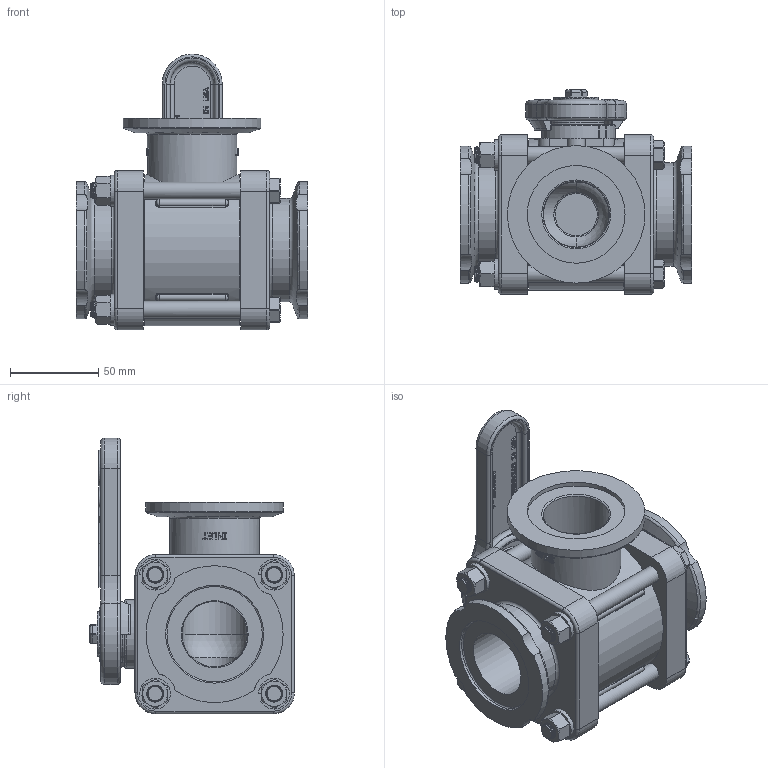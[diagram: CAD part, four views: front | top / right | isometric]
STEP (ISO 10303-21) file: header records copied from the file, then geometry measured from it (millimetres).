
FILE_DESCRIPTION(/* description */ ('2" SP SL MANIFOLD 3-WAY VALVE'),/* implementation_level */ '2;1');
FILE_NAME(/* name */ 'MV200SL.stp',/* time_stamp */ '2023-04-19T11:53:06-04:00',/* author */ ('MEG'),/* organization */ (''),/* preprocessor_version */ 'ST-DEVELOPER v18.1',/* originating_system */ 'Autodesk Inventor 2022',/* authorisation */ '');
FILE_SCHEMA (('AUTOMOTIVE_DESIGN { 1 0 10303 214 3 1 1 }'));
Products named in the file (22): MV200SL; MV20354S; MV20354SX; V20151M; V20151; V20163; V20159; V20153SH; V20021; V20020; V20355S; V20355SM; VX20355S; VE20264; VE20258A; V20394; V20294X; V20017; V20018; V20019; VL200SL; V20060
Assembly tree (33 placements, depth 4):
  MV200SL
    MV20354S
      MV20354SX
    V20151M
      V20151
    V20163
    V20159
    V20153SH
    V20021
    V20020
    V20355S
      V20355SM
        VX20355S
    VE20264  x2
    VE20258A  x2
    V20394  x2
      V20294X
    V20017  x4
    V20018  x4
    V20019  x4
    VL200SL
    V20060
Bounding box: 131.29 x 116.1 x 156.46 mm (x, y, z)
Volume: 675020.1 mm3; surface area: 194544.2 mm2
Topology: 29 solids, 29 shells, 2159 faces, 5463 edges, 3499 vertices
Faces by surface type: plane 923, cylinder 476, bspline 327, cone 320, torus 109, sphere 4
Full cylindrical faces by diameter (mm): 4.978 x1, 7.144 x1, 8.236 x60, 8.915 x4, 9.525 x64, 10.312 x8, 19.05 x1, 19.075 x1, 19.304 x1, 23.368 x1, 23.495 x1, 23.812 x1, 24.13 x1, 25.4 x2, 25.908 x1, 31.75 x1, 31.877 x1, 32.766 x1, 37.084 x2, 37.592 x1, 37.973 x2, 38.1 x2, 50.546 x2, 50.673 x2, 50.8 x1, 55.499 x1, 55.626 x2, 57.658 x2, 58.674 x2, 65.024 x1
Entity records: 54509 total; most frequent: CARTESIAN_POINT 15835, ORIENTED_EDGE 8318, DIRECTION 6951, EDGE_CURVE 4159, VERTEX_POINT 2702, LINE 2505, VECTOR 2505, AXIS2_PLACEMENT_3D 2223
